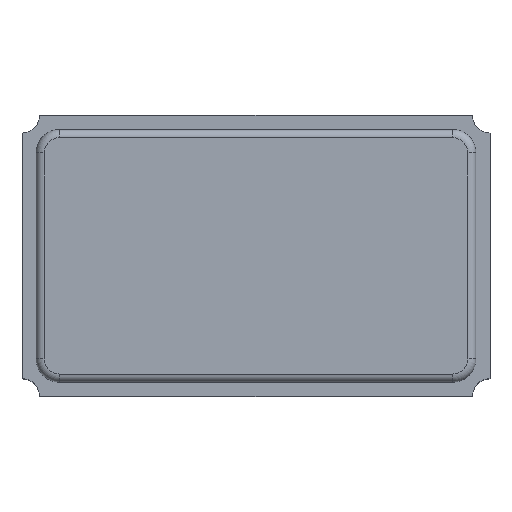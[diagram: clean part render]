
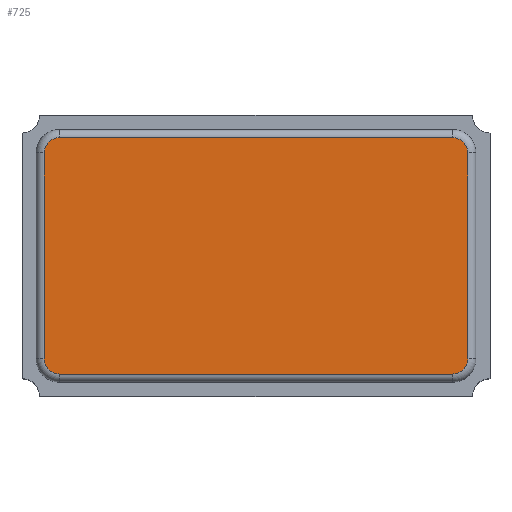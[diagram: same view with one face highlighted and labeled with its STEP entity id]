
A CAD part, top view. The second image highlights one B-rep face of the part: STEP entity #725.
In plain terms, the highlighted planar face has unit normal (0, 0, 1).
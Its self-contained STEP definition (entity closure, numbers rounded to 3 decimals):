
#57=PLANE('',#814);
#96=FACE_OUTER_BOUND('',#137,.T.);
#137=EDGE_LOOP('',(#615,#616,#617,#618,#619,#620,#621,#622));
#192=LINE('',#1180,#256);
#194=LINE('',#1192,#258);
#196=LINE('',#1204,#260);
#197=LINE('',#1212,#261);
#256=VECTOR('',#960,10.);
#258=VECTOR('',#974,10.);
#260=VECTOR('',#988,10.);
#261=VECTOR('',#999,10.);
#292=CIRCLE('',#786,0.065);
#298=CIRCLE('',#794,0.065);
#302=CIRCLE('',#800,0.065);
#306=CIRCLE('',#806,0.065);
#352=VERTEX_POINT('',#1168);
#353=VERTEX_POINT('',#1170);
#355=VERTEX_POINT('',#1176);
#357=VERTEX_POINT('',#1182);
#359=VERTEX_POINT('',#1188);
#361=VERTEX_POINT('',#1194);
#363=VERTEX_POINT('',#1200);
#365=VERTEX_POINT('',#1206);
#436=EDGE_CURVE('',#352,#353,#292,.T.);
#441=EDGE_CURVE('',#353,#355,#192,.T.);
#444=EDGE_CURVE('',#355,#357,#298,.T.);
#447=EDGE_CURVE('',#357,#359,#194,.T.);
#450=EDGE_CURVE('',#359,#361,#302,.T.);
#453=EDGE_CURVE('',#361,#363,#196,.T.);
#456=EDGE_CURVE('',#363,#365,#306,.T.);
#457=EDGE_CURVE('',#365,#352,#197,.T.);
#615=ORIENTED_EDGE('',*,*,#436,.F.);
#616=ORIENTED_EDGE('',*,*,#457,.F.);
#617=ORIENTED_EDGE('',*,*,#456,.F.);
#618=ORIENTED_EDGE('',*,*,#453,.F.);
#619=ORIENTED_EDGE('',*,*,#450,.F.);
#620=ORIENTED_EDGE('',*,*,#447,.F.);
#621=ORIENTED_EDGE('',*,*,#444,.F.);
#622=ORIENTED_EDGE('',*,*,#441,.F.);
#725=ADVANCED_FACE('',(#96),#57,.T.);
#786=AXIS2_PLACEMENT_3D('',#1171,#949,#950);
#794=AXIS2_PLACEMENT_3D('',#1186,#967,#968);
#800=AXIS2_PLACEMENT_3D('',#1198,#981,#982);
#806=AXIS2_PLACEMENT_3D('',#1210,#995,#996);
#814=AXIS2_PLACEMENT_3D('',#1232,#1020,#1021);
#949=DIRECTION('center_axis',(0.,0.,-1.));
#950=DIRECTION('ref_axis',(0.707,0.707,0.));
#960=DIRECTION('',(0.,-1.,0.));
#967=DIRECTION('center_axis',(0.,0.,-1.));
#968=DIRECTION('ref_axis',(0.707,-0.707,0.));
#974=DIRECTION('',(-1.,0.,0.));
#981=DIRECTION('center_axis',(0.,0.,-1.));
#982=DIRECTION('ref_axis',(-0.707,-0.707,0.));
#988=DIRECTION('',(0.,1.,0.));
#995=DIRECTION('center_axis',(0.,0.,-1.));
#996=DIRECTION('ref_axis',(-0.707,0.707,0.));
#999=DIRECTION('',(1.,0.,0.));
#1020=DIRECTION('center_axis',(0.,0.,1.));
#1021=DIRECTION('ref_axis',(1.,0.,0.));
#1168=CARTESIAN_POINT('',(0.84,0.505,0.6));
#1170=CARTESIAN_POINT('',(0.905,0.44,0.6));
#1171=CARTESIAN_POINT('Origin',(0.84,0.44,0.6));
#1176=CARTESIAN_POINT('',(0.905,-0.44,0.6));
#1180=CARTESIAN_POINT('',(0.905,-0.27,0.6));
#1182=CARTESIAN_POINT('',(0.84,-0.505,0.6));
#1186=CARTESIAN_POINT('Origin',(0.84,-0.44,0.6));
#1188=CARTESIAN_POINT('',(-0.84,-0.505,0.6));
#1192=CARTESIAN_POINT('',(-0.47,-0.505,0.6));
#1194=CARTESIAN_POINT('',(-0.905,-0.44,0.6));
#1198=CARTESIAN_POINT('Origin',(-0.84,-0.44,0.6));
#1200=CARTESIAN_POINT('',(-0.905,0.44,0.6));
#1204=CARTESIAN_POINT('',(-0.905,0.27,0.6));
#1206=CARTESIAN_POINT('',(-0.84,0.505,0.6));
#1210=CARTESIAN_POINT('Origin',(-0.84,0.44,0.6));
#1212=CARTESIAN_POINT('',(0.47,0.505,0.6));
#1232=CARTESIAN_POINT('Origin',(0.,0.,0.6));
